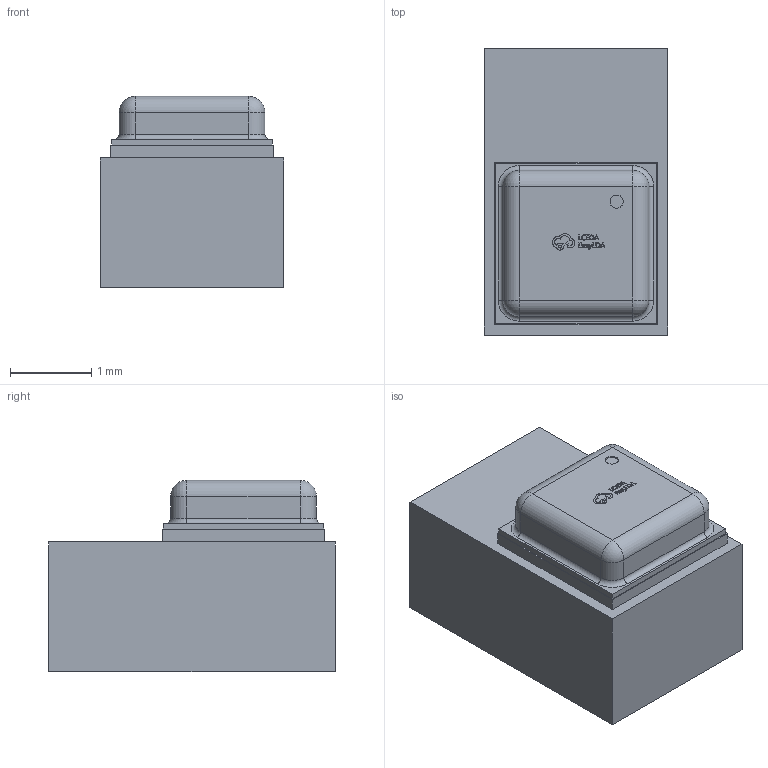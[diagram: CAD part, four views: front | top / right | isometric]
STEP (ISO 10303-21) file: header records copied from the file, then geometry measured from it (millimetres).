
FILE_DESCRIPTION(('Designed by EasyEDA Pro'),'2;1');
FILE_NAME('Open CASCADE Shape Model','2024-11-10T13:29:01',('Author'),( 'Open CASCADE'),'Open CASCADE STEP processor 7.8','Open CASCADE 7.8' ,'Unknown');
FILE_SCHEMA(('AUTOMOTIVE_DESIGN { 1 0 10303 214 1 1 1 1 }'));
Length unit declared in the file: millimetre
Products named in the file (5): PCBModel; Board; m0mF-U1; SENSORM-SMD_BMP388; SOLID
Assembly tree (4 placements, depth 4):
  PCBModel
    Board
    m0mF-U1
      SENSORM-SMD_BMP388
        SOLID
Bounding box: 2.26 x 3.53 x 2.36 mm (x, y, z)
Volume: 15.3 mm3; surface area: 47.3 mm2
Topology: 2 solids, 2 shells, 379 faces, 992 edges, 652 vertices
Faces by surface type: plane 243, bspline 114, cylinder 14, sphere 4, torus 4
Entity records: 15915 total; most frequent: CARTESIAN_POINT 4386, ORIENTED_EDGE 1976, DIRECTION 1328, EDGE_CURVE 988, LINE 724, VECTOR 724, VERTEX_POINT 652, FACE_BOUND 418
